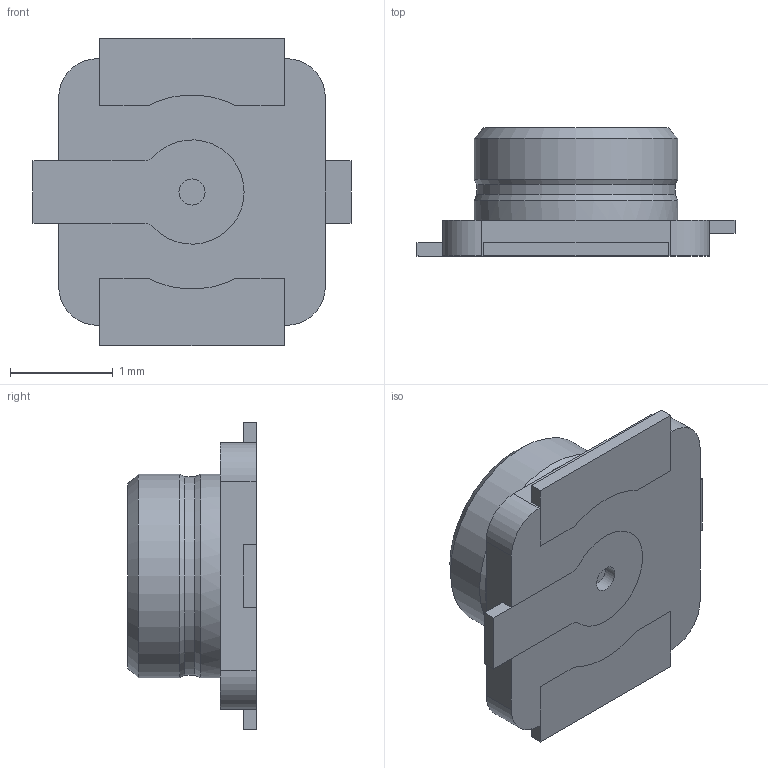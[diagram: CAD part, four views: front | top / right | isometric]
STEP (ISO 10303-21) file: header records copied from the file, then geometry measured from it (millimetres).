
FILE_DESCRIPTION (( 'STEP AP203' ), '1' );
FILE_NAME ('FMCN44228_3D.step', '2022-12-05T20:47:30', ( '' ), ( '' ), 'SwSTEP 2.0', 'SolidWorks 2021', '' );
FILE_SCHEMA (( 'CONFIG_CONTROL_DESIGN' ));
Length unit declared in the file: inch
Products named in the file (1): FMCN44228_3D
Bounding box: 3.1 x 1.25 x 3 mm (x, y, z)
Volume: 3.3 mm3; surface area: 30.4 mm2
Topology: 1 solids, 1 shells, 43 faces, 115 edges, 76 vertices
Faces by surface type: plane 29, cylinder 10, cone 3, sphere 1
Full cylindrical faces by diameter (mm): 0.254 x1, 0.508 x1, 1.696 x1, 1.931 x1, 1.987 x2
Entity records: 1389 total; most frequent: CARTESIAN_POINT 314, ORIENTED_EDGE 206, DIRECTION 188, EDGE_CURVE 103, VERTEX_POINT 74, AXIS2_PLACEMENT_3D 66, LINE 56, VECTOR 56
